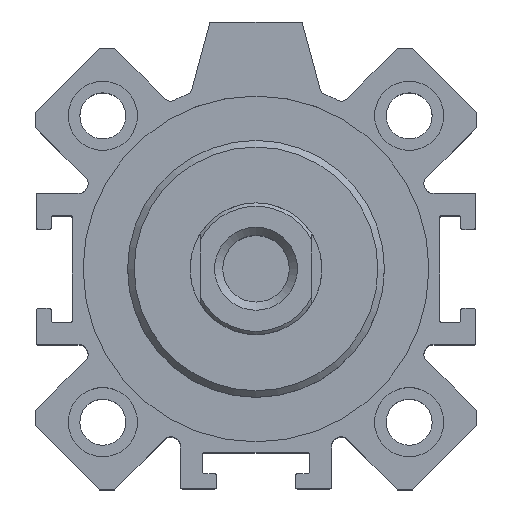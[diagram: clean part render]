
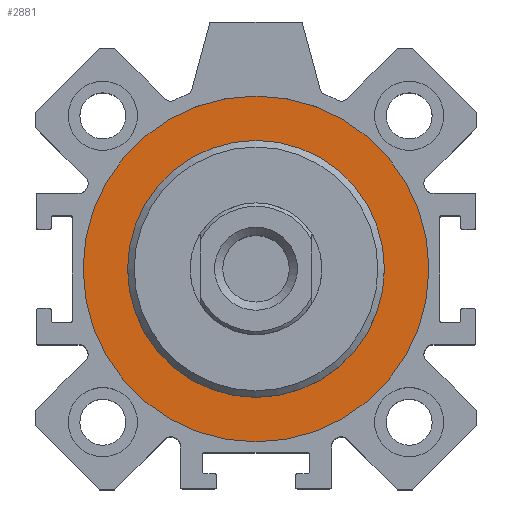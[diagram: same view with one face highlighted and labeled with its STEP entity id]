
A CAD part, top view. The second image highlights one B-rep face of the part: STEP entity #2881.
In plain terms, the highlighted planar face has unit normal (0, 0, 1).
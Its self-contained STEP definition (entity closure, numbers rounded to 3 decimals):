
#495=PLANE('',#3115);
#585=FACE_BOUND('',#807,.T.);
#586=FACE_BOUND('',#808,.T.);
#807=EDGE_LOOP('',(#1975));
#808=EDGE_LOOP('',(#1976));
#1073=CIRCLE('',#3113,26.25);
#1075=CIRCLE('',#3116,19.5);
#1292=VERTEX_POINT('',#4516);
#1294=VERTEX_POINT('',#4521);
#1573=EDGE_CURVE('',#1292,#1292,#1073,.T.);
#1575=EDGE_CURVE('',#1294,#1294,#1075,.T.);
#1975=ORIENTED_EDGE('',*,*,#1575,.F.);
#1976=ORIENTED_EDGE('',*,*,#1573,.F.);
#2881=ADVANCED_FACE('',(#585,#586),#495,.T.);
#3113=AXIS2_PLACEMENT_3D('',#4517,#3570,#3571);
#3115=AXIS2_PLACEMENT_3D('',#4520,#3574,#3575);
#3116=AXIS2_PLACEMENT_3D('',#4522,#3576,#3577);
#3570=DIRECTION('center_axis',(0.,0.,-1.));
#3571=DIRECTION('ref_axis',(-1.,0.,0.));
#3574=DIRECTION('center_axis',(0.,0.,1.));
#3575=DIRECTION('ref_axis',(1.,0.,0.));
#3576=DIRECTION('center_axis',(0.,0.,1.));
#3577=DIRECTION('ref_axis',(-1.,0.,0.));
#4516=CARTESIAN_POINT('',(26.25,0.,33.));
#4517=CARTESIAN_POINT('Origin',(0.,0.,33.));
#4520=CARTESIAN_POINT('Origin',(0.,0.,
33.));
#4521=CARTESIAN_POINT('',(19.5,0.,33.));
#4522=CARTESIAN_POINT('Origin',(0.,0.,33.));
